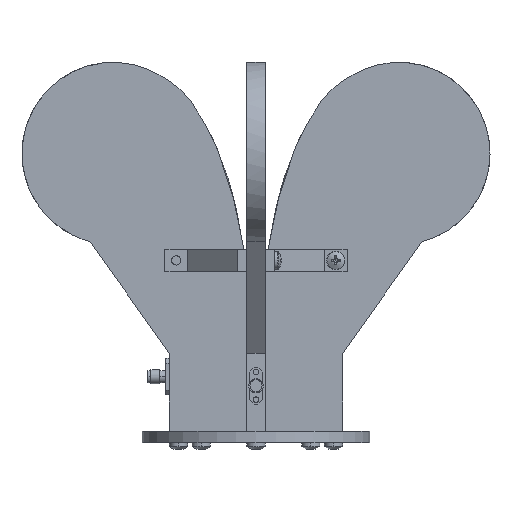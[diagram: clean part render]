
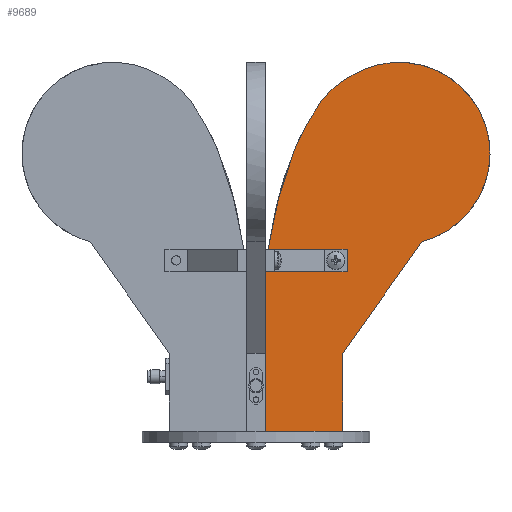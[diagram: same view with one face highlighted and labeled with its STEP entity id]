
A CAD part, front view. The second image highlights one B-rep face of the part: STEP entity #9689.
In plain terms, the highlighted planar face has unit normal (0, -1, 0).
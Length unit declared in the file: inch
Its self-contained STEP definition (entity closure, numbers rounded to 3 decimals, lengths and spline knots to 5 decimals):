
#20 = CARTESIAN_POINT ( 'NONE',  ( 0.77952, -0.15748, 3.93625 ) ) ;
#405 = CARTESIAN_POINT ( 'NONE',  ( 2.37596, -0.15748, 3.56509 ) ) ;
#505 = ORIENTED_EDGE ( 'NONE', *, *, #14219, .F. ) ;
#532 = CARTESIAN_POINT ( 'NONE',  ( 3.03568, -0.15748, 5.09193 ) ) ;
#588 = CARTESIAN_POINT ( 'NONE',  ( 3.59937, -0.15748, 4.71949 ) ) ;
#658 = CARTESIAN_POINT ( 'NONE',  ( 3.80863, -0.15748, 4.4518 ) ) ;
#790 = CARTESIAN_POINT ( 'NONE',  ( 3.08434, -0.15748, 2.1656 ) ) ;
#1124 = CARTESIAN_POINT ( 'NONE',  ( 0.15748, -0.15748, -3.12982 ) ) ;
#1441 = CARTESIAN_POINT ( 'NONE',  ( 0.35801, -0.15748, 2.75637 ) ) ;
#1568 = CARTESIAN_POINT ( 'NONE',  ( 1.13131, -0.15748, 4.5299 ) ) ;
#1707 = CARTESIAN_POINT ( 'NONE',  ( 0.21605, -0.15748, 1.99375 ) ) ;
#1939 = CARTESIAN_POINT ( 'NONE',  ( 3.95577, -0.15748, 4.14553 ) ) ;
#2062 = CARTESIAN_POINT ( 'NONE',  ( 1.62283, -0.15748, 4.94813 ) ) ;
#2081 = DIRECTION ( 'NONE',  ( 0., 0., -1. ) ) ;
#2215 = CARTESIAN_POINT ( 'NONE',  ( 2.86856, -0.15748, 2.09608 ) ) ;
#2547 = VECTOR ( 'NONE', #19339, 39.37008 ) ;
#2633 = VERTEX_POINT ( 'NONE', #19112 ) ;
#2723 = DIRECTION ( 'NONE',  ( -1., 0., 0. ) ) ;
#3037 = CARTESIAN_POINT ( 'NONE',  ( 0.15748, -0.15748, 1.9685 ) ) ;
#3138 = VERTEX_POINT ( 'NONE', #9733 ) ;
#3180 = CARTESIAN_POINT ( 'NONE',  ( 1.02946, -0.15748, 4.38091 ) ) ;
#3277 = B_SPLINE_CURVE_WITH_KNOTS ( 'NONE', 3,
 ( #15520, #1707, #7811, #7739, #7670, #1441, #9280, #12233, #10743, #20, #18602, #10941, #3180, #13807, #1568 ),
 .UNSPECIFIED., .F., .F.,
 ( 4, 1, 1, 1, 1, 1, 1, 1, 1, 1, 1, 1, 4 ),
 ( 0., 0.02788, 0.06263, 0.12525, 0.25031, 0.4998, 0.62497, 0.69889, 0.75007, 0.79657, 0.87484, 0.92804, 1. ),
 .UNSPECIFIED. ) ;
#3428 = CARTESIAN_POINT ( 'NONE',  ( 4.02518, -0.15748, 3.36222 ) ) ;
#3441 = EDGE_CURVE ( 'NONE', #9362, #2633, #3277, .T. ) ;
#3485 = CARTESIAN_POINT ( 'NONE',  ( 3.77525, -0.15748, 2.73453 ) ) ;
#3693 = CARTESIAN_POINT ( 'NONE',  ( 1.62283, -0.15748, 4.94813 ) ) ;
#4079 = FACE_OUTER_BOUND ( 'NONE', #4765, .T. ) ;
#4472 = CARTESIAN_POINT ( 'NONE',  ( 0.19396, -0.15749, 1.9685 ) ) ;
#4567 = ORIENTED_EDGE ( 'NONE', *, *, #3441, .F. ) ;
#4765 = EDGE_LOOP ( 'NONE', ( #4567, #7253, #8289, #17146, #15527, #505, #14971, #5699 ) ) ;
#4785 = DIRECTION ( 'NONE',  ( -1., 0., 0. ) ) ;
#4989 = CARTESIAN_POINT ( 'NONE',  ( 3.97246, -0.15748, 3.14206 ) ) ;
#4998 = LINE ( 'NONE', #2215, #2547 ) ;
#5065 = CARTESIAN_POINT ( 'NONE',  ( 4.04403, -0.15748, 3.70147 ) ) ;
#5156 = CARTESIAN_POINT ( 'NONE',  ( 1.49606, -0.15748, 2.57761 ) ) ;
#5462 = CARTESIAN_POINT ( 'NONE',  ( 2.97801, -0.15748, 2.12492 ) ) ;
#5467 = VECTOR ( 'NONE', #2081, 39.37008 ) ;
#5699 = ORIENTED_EDGE ( 'NONE', *, *, #10694, .F. ) ;
#5969 = CARTESIAN_POINT ( 'NONE',  ( 1.49606, -0.15748, -1.1811 ) ) ;
#6071 = DIRECTION ( 'NONE',  ( 0., 1., 0. ) ) ;
#6622 = CARTESIAN_POINT ( 'NONE',  ( 3.63533, -0.15748, 2.55657 ) ) ;
#6748 = CARTESIAN_POINT ( 'NONE',  ( 2.1436, -0.15748, 5.16423 ) ) ;
#6824 = CARTESIAN_POINT ( 'NONE',  ( 2.48173, -0.15748, 5.19771 ) ) ;
#7080 = CARTESIAN_POINT ( 'NONE',  ( 3.55575, -0.15748, 2.47517 ) ) ;
#7253 = ORIENTED_EDGE ( 'NONE', *, *, #18404, .F. ) ;
#7486 = CARTESIAN_POINT ( 'NONE',  ( 0.68898, -0.15748, -3.12982 ) ) ;
#7670 = CARTESIAN_POINT ( 'NONE',  ( 0.27818, -0.15748, 2.36418 ) ) ;
#7739 = CARTESIAN_POINT ( 'NONE',  ( 0.24305, -0.15748, 2.1636 ) ) ;
#7811 = CARTESIAN_POINT ( 'NONE',  ( 0.22468, -0.15748, 2.05042 ) ) ;
#8209 = VERTEX_POINT ( 'NONE', #19846 ) ;
#8289 = ORIENTED_EDGE ( 'NONE', *, *, #13263, .F. ) ;
#8303 = CARTESIAN_POINT ( 'NONE',  ( 3.98985, -0.15748, 4.03691 ) ) ;
#8430 = CARTESIAN_POINT ( 'NONE',  ( 3.28583, -0.15748, 2.26878 ) ) ;
#8779 = AXIS2_PLACEMENT_3D ( 'NONE', #7486, #6071, #2723 ) ;
#8954 = EDGE_CURVE ( 'NONE', #8209, #15373, #13780, .T. ) ;
#9280 = CARTESIAN_POINT ( 'NONE',  ( 0.47849, -0.15748, 3.19866 ) ) ;
#9362 = VERTEX_POINT ( 'NONE', #11311 ) ;
#9550 = B_SPLINE_CURVE_WITH_KNOTS ( 'NONE', 3,
 ( #3037, #13867, #4472, #19824 ),
 .UNSPECIFIED., .F., .F.,
 ( 4, 4 ),
 ( 0., 0.25156 ),
 .UNSPECIFIED. ) ;
#9689 = ADVANCED_FACE ( 'NONE', ( #4079 ), #18222, .F. ) ;
#9733 = CARTESIAN_POINT ( 'NONE',  ( 1.49606, -0.15748, 0.16609 ) ) ;
#9917 = CARTESIAN_POINT ( 'NONE',  ( 3.43034, -0.15748, 4.87007 ) ) ;
#10694 = EDGE_CURVE ( 'NONE', #2633, #19090, #15479, .T. ) ;
#10743 = CARTESIAN_POINT ( 'NONE',  ( 0.71211, -0.15748, 3.79434 ) ) ;
#10941 = CARTESIAN_POINT ( 'NONE',  ( 0.93236, -0.15748, 4.22195 ) ) ;
#11179 = CARTESIAN_POINT ( 'NONE',  ( 1.71836, -0.15748, 5.00883 ) ) ;
#11307 = CARTESIAN_POINT ( 'NONE',  ( 1.82046, -0.15748, 5.05919 ) ) ;
#11311 = CARTESIAN_POINT ( 'NONE',  ( 0.2122, -0.15749, 1.9685 ) ) ;
#11445 = CARTESIAN_POINT ( 'NONE',  ( 4.03963, -0.15748, 3.47514 ) ) ;
#11518 = CARTESIAN_POINT ( 'NONE',  ( 3.38099, -0.15748, 2.33127 ) ) ;
#11928 = DIRECTION ( 'NONE',  ( 0., 0., 1. ) ) ;
#12208 = CARTESIAN_POINT ( 'NONE',  ( 2.86856, -0.15748, 2.09608 ) ) ;
#12233 = CARTESIAN_POINT ( 'NONE',  ( 0.62119, -0.15748, 3.58398 ) ) ;
#12310 = VECTOR ( 'NONE', #13177, 39.37008 ) ;
#12751 = CARTESIAN_POINT ( 'NONE',  ( 3.83558, -0.15748, 2.83107 ) ) ;
#12883 = CARTESIAN_POINT ( 'NONE',  ( 2.81919, -0.15748, 5.15807 ) ) ;
#12950 = CARTESIAN_POINT ( 'NONE',  ( 4.03398, -0.15748, 3.81487 ) ) ;
#12996 = VERTEX_POINT ( 'NONE', #17773 ) ;
#13177 = DIRECTION ( 'NONE',  ( 1., 0., 0. ) ) ;
#13226 = CARTESIAN_POINT ( 'NONE',  ( 2.86856, -0.15748, 2.09608 ) ) ;
#13263 = EDGE_CURVE ( 'NONE', #8209, #12996, #16373, .T. ) ;
#13780 = LINE ( 'NONE', #14955, #12310 ) ;
#13807 = CARTESIAN_POINT ( 'NONE',  ( 1.09413, -0.15748, 4.47551 ) ) ;
#13867 = CARTESIAN_POINT ( 'NONE',  ( 0.17572, -0.15749, 1.9685 ) ) ;
#13967 = EDGE_CURVE ( 'NONE', #3138, #15373, #16831, .T. ) ;
#14219 = EDGE_CURVE ( 'NONE', #18818, #3138, #4998, .T. ) ;
#14335 = DIRECTION ( 'NONE',  ( 0., 1., 0. ) ) ;
#14460 = CARTESIAN_POINT ( 'NONE',  ( 3.14035, -0.15748, 5.04715 ) ) ;
#14567 = EDGE_CURVE ( 'NONE', #19090, #18818, #16796, .T. ) ;
#14955 = CARTESIAN_POINT ( 'NONE',  ( 0.68898, -0.15748, -1.1811 ) ) ;
#14971 = ORIENTED_EDGE ( 'NONE', *, *, #14567, .F. ) ;
#15373 = VERTEX_POINT ( 'NONE', #5969 ) ;
#15479 = CIRCLE ( 'NONE', #19397, 1.5748 ) ;
#15520 = CARTESIAN_POINT ( 'NONE',  ( 0.2122, -0.15749, 1.9685 ) ) ;
#15527 = ORIENTED_EDGE ( 'NONE', *, *, #13967, .F. ) ;
#15890 = CARTESIAN_POINT ( 'NONE',  ( 3.86516, -0.15748, 4.35298 ) ) ;
#16024 = CARTESIAN_POINT ( 'NONE',  ( 2.03309, -0.15748, 5.13689 ) ) ;
#16079 = CARTESIAN_POINT ( 'NONE',  ( 2.70736, -0.15748, 5.17942 ) ) ;
#16373 = LINE ( 'NONE', #1124, #18043 ) ;
#16796 = B_SPLINE_CURVE_WITH_KNOTS ( 'NONE', 3,
 ( #2062, #11179, #11307, #16024, #6748, #17632, #6824, #16079, #12883, #532, #14460, #17563, #9917, #588, #17508, #658, #15890, #1939, #8303, #12950, #5065, #11445, #3428, #4989, #17448, #12751, #3485, #6622, #7080, #11518, #8430, #790, #5462, #13226 ),
 .UNSPECIFIED., .F., .F.,
 ( 4, 2, 2, 2, 2, 2, 2, 2, 2, 2, 2, 2, 2, 2, 2, 2, 4 ),
 ( 0., 0.0625, 0.125, 0.1875, 0.25, 0.3125, 0.375, 0.4375, 0.5, 0.5625, 0.625, 0.6875, 0.75, 0.8125, 0.875, 0.9375, 1. ),
 .UNSPECIFIED. ) ;
#16831 = LINE ( 'NONE', #5156, #5467 ) ;
#17146 = ORIENTED_EDGE ( 'NONE', *, *, #8954, .T. ) ;
#17448 = CARTESIAN_POINT ( 'NONE',  ( 3.93419, -0.15748, 3.03485 ) ) ;
#17508 = CARTESIAN_POINT ( 'NONE',  ( 3.67574, -0.15748, 4.63506 ) ) ;
#17563 = CARTESIAN_POINT ( 'NONE',  ( 3.33768, -0.15748, 4.93622 ) ) ;
#17632 = CARTESIAN_POINT ( 'NONE',  ( 2.36792, -0.15748, 5.19464 ) ) ;
#17773 = CARTESIAN_POINT ( 'NONE',  ( 0.15748, -0.15748, 1.9685 ) ) ;
#18043 = VECTOR ( 'NONE', #11928, 39.37008 ) ;
#18222 = PLANE ( 'NONE',  #8779 ) ;
#18404 = EDGE_CURVE ( 'NONE', #12996, #9362, #9550, .T. ) ;
#18602 = CARTESIAN_POINT ( 'NONE',  ( 0.85276, -0.15748, 4.07973 ) ) ;
#18818 = VERTEX_POINT ( 'NONE', #12208 ) ;
#19090 = VERTEX_POINT ( 'NONE', #3693 ) ;
#19112 = CARTESIAN_POINT ( 'NONE',  ( 1.13131, -0.15748, 4.5299 ) ) ;
#19339 = DIRECTION ( 'NONE',  ( -0.58, 0., -0.815 ) ) ;
#19397 = AXIS2_PLACEMENT_3D ( 'NONE', #405, #14335, #4785 ) ;
#19824 = CARTESIAN_POINT ( 'NONE',  ( 0.2122, -0.15749, 1.9685 ) ) ;
#19846 = CARTESIAN_POINT ( 'NONE',  ( 0.15748, -0.15748, -1.1811 ) ) ;
